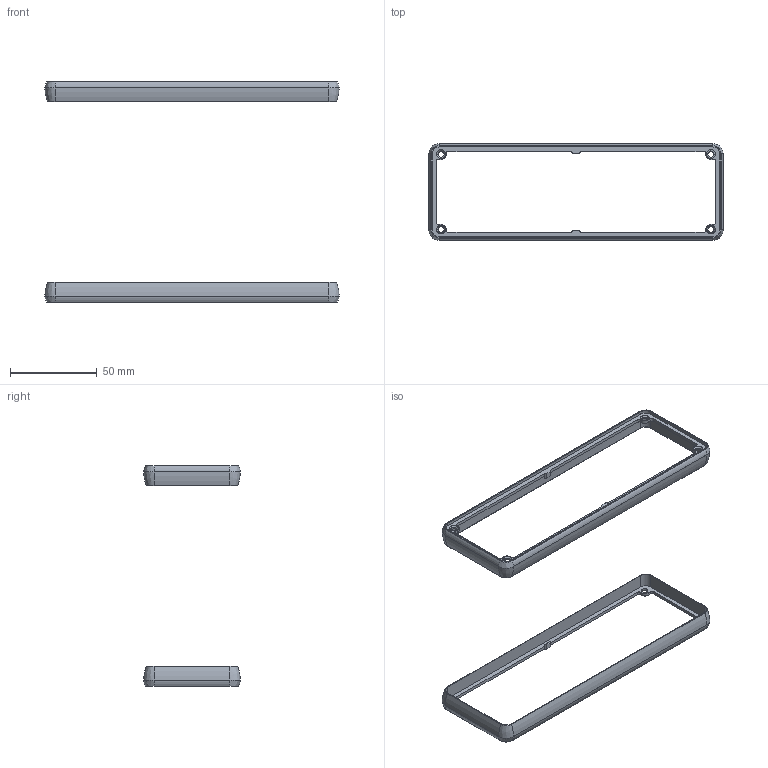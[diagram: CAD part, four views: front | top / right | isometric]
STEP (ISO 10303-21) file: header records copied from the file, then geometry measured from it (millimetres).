
FILE_DESCRIPTION(('FreeCAD Model'),'2;1');
FILE_NAME('Open CASCADE Shape Model','2022-06-09T12:39:29',('Author'),( ''),'Open CASCADE STEP processor 7.5','FreeCAD','Unknown');
FILE_SCHEMA(('AUTOMOTIVE_DESIGN { 1 0 10303 214 1 1 1 1 }'));
Length unit declared in the file: millimetre
Products named in the file (2): T Bezel Open; T Bezel Open001
Bounding box: 169.5 x 55.63 x 127 mm (x, y, z)
Volume: 18828.7 mm3; surface area: 25767.5 mm2
Topology: 2 solids, 2 shells, 208 faces, 528 edges, 328 vertices
Faces by surface type: cylinder 96, plane 64, torus 24, bspline 16, cone 8
Full cylindrical faces by diameter (mm): 3.5 x8
Entity records: 6435 total; most frequent: CARTESIAN_POINT 1193, DIRECTION 1170, ORIENTED_EDGE 1056, EDGE_CURVE 528, AXIS2_PLACEMENT_3D 449, VERTEX_POINT 328, LINE 272, VECTOR 272
